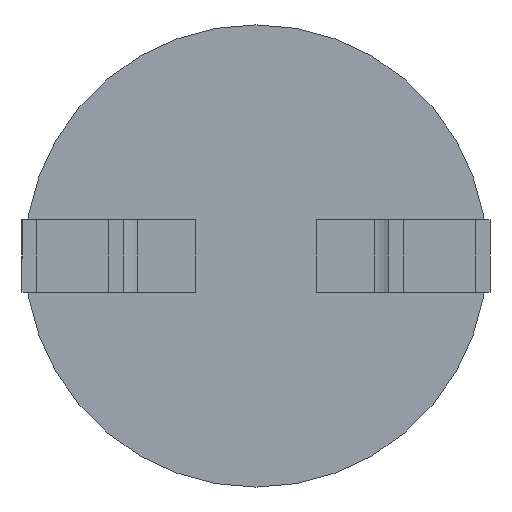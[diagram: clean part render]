
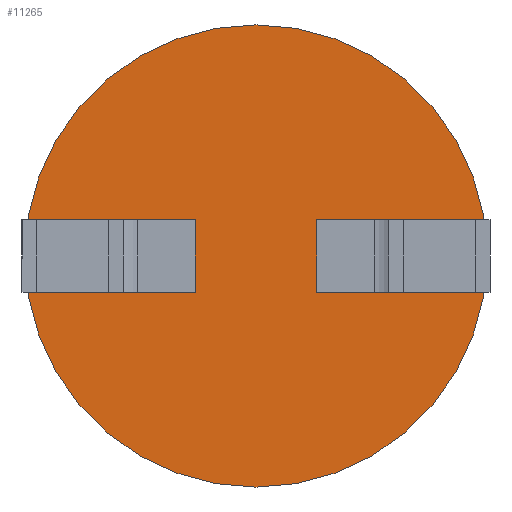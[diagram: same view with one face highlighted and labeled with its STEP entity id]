
A CAD part, front view. The second image highlights one B-rep face of the part: STEP entity #11265.
In plain terms, the highlighted planar face has unit normal (0, -1, 0).
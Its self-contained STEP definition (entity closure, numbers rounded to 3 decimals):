
#80 = CARTESIAN_POINT ( 'NONE',  ( 0., 0., -0.25 ) ) ;
#326 = LINE ( 'NONE', #6132, #7095 ) ;
#361 = DIRECTION ( 'NONE',  ( 0., 0., 1. ) ) ;
#445 = EDGE_CURVE ( 'NONE', #2684, #6625, #7341, .T. ) ;
#607 = VECTOR ( 'NONE', #8663, 1000. ) ;
#730 = VERTEX_POINT ( 'NONE', #8501 ) ;
#1005 = CARTESIAN_POINT ( 'NONE',  ( 0., 0., 0. ) ) ;
#1224 = ORIENTED_EDGE ( 'NONE', *, *, #12443, .T. ) ;
#1321 = VERTEX_POINT ( 'NONE', #9147 ) ;
#1331 = DIRECTION ( 'NONE',  ( -1., 0., 0. ) ) ;
#1363 = CARTESIAN_POINT ( 'NONE',  ( 0., 0., 0. ) ) ;
#2090 = LINE ( 'NONE', #10379, #15444 ) ;
#2306 = DIRECTION ( 'NONE',  ( 0., 0., -1. ) ) ;
#2425 = DIRECTION ( 'NONE',  ( 0., 0., -1. ) ) ;
#2665 = DIRECTION ( 'NONE',  ( 0., 0., -1. ) ) ;
#2684 = VERTEX_POINT ( 'NONE', #12466 ) ;
#2774 = VERTEX_POINT ( 'NONE', #9009 ) ;
#3209 = CIRCLE ( 'NONE', #9534, 1.6 ) ;
#3302 = DIRECTION ( 'NONE',  ( 0., 0., 1. ) ) ;
#3385 = ORIENTED_EDGE ( 'NONE', *, *, #6209, .T. ) ;
#4034 = EDGE_CURVE ( 'NONE', #14381, #2774, #2090, .T. ) ;
#4070 = VECTOR ( 'NONE', #11238, 1000. ) ;
#4128 = VECTOR ( 'NONE', #3302, 1000. ) ;
#4275 = AXIS2_PLACEMENT_3D ( 'NONE', #7319, #16053, #8554 ) ;
#4517 = VECTOR ( 'NONE', #361, 1000. ) ;
#5025 = ORIENTED_EDGE ( 'NONE', *, *, #4034, .T. ) ;
#5427 = FACE_BOUND ( 'NONE', #5848, .T. ) ;
#5770 = EDGE_LOOP ( 'NONE', ( #1224, #8262 ) ) ;
#5825 = FACE_OUTER_BOUND ( 'NONE', #5770, .T. ) ;
#5848 = EDGE_LOOP ( 'NONE', ( #5025, #14820, #11855, #13232 ) ) ;
#6079 = CIRCLE ( 'NONE', #7113, 1.6 ) ;
#6132 = CARTESIAN_POINT ( 'NONE',  ( -0.42, 0., 0.25 ) ) ;
#6173 = VECTOR ( 'NONE', #1331, 1000. ) ;
#6209 = EDGE_CURVE ( 'NONE', #1321, #7254, #9909, .T. ) ;
#6625 = VERTEX_POINT ( 'NONE', #14417 ) ;
#6896 = EDGE_CURVE ( 'NONE', #10940, #13097, #16154, .T. ) ;
#7095 = VECTOR ( 'NONE', #2425, 1000. ) ;
#7113 = AXIS2_PLACEMENT_3D ( 'NONE', #1363, #10210, #2665 ) ;
#7254 = VERTEX_POINT ( 'NONE', #10621 ) ;
#7269 = PLANE ( 'NONE',  #4275 ) ;
#7319 = CARTESIAN_POINT ( 'NONE',  ( 0., 0., 0. ) ) ;
#7341 = LINE ( 'NONE', #8876, #607 ) ;
#7523 = EDGE_CURVE ( 'NONE', #11848, #730, #6079, .T. ) ;
#7828 = EDGE_CURVE ( 'NONE', #7254, #10940, #326, .T. ) ;
#8262 = ORIENTED_EDGE ( 'NONE', *, *, #7523, .T. ) ;
#8398 = CARTESIAN_POINT ( 'NONE',  ( 0., 0., 0.25 ) ) ;
#8501 = CARTESIAN_POINT ( 'NONE',  ( 0., 0., -1.6 ) ) ;
#8554 = DIRECTION ( 'NONE',  ( 0., 0., -1. ) ) ;
#8571 = ORIENTED_EDGE ( 'NONE', *, *, #14591, .T. ) ;
#8663 = DIRECTION ( 'NONE',  ( -1., 0., 0. ) ) ;
#8664 = ORIENTED_EDGE ( 'NONE', *, *, #6896, .T. ) ;
#8719 = EDGE_LOOP ( 'NONE', ( #8664, #8571, #3385, #15854 ) ) ;
#8727 = CARTESIAN_POINT ( 'NONE',  ( 1.27, 0., 0. ) ) ;
#8789 = DIRECTION ( 'NONE',  ( -1., 0., 0. ) ) ;
#8876 = CARTESIAN_POINT ( 'NONE',  ( 0., 0., 0.25 ) ) ;
#9009 = CARTESIAN_POINT ( 'NONE',  ( 0.42, 0., -0.25 ) ) ;
#9147 = CARTESIAN_POINT ( 'NONE',  ( -1.27, 0., 0.25 ) ) ;
#9534 = AXIS2_PLACEMENT_3D ( 'NONE', #1005, #9848, #2306 ) ;
#9792 = EDGE_CURVE ( 'NONE', #2684, #14381, #14015, .T. ) ;
#9848 = DIRECTION ( 'NONE',  ( 0., -1., 0. ) ) ;
#9909 = LINE ( 'NONE', #8398, #13235 ) ;
#10210 = DIRECTION ( 'NONE',  ( 0., -1., 0. ) ) ;
#10379 = CARTESIAN_POINT ( 'NONE',  ( 0., 0., -0.25 ) ) ;
#10621 = CARTESIAN_POINT ( 'NONE',  ( -0.42, 0., 0.25 ) ) ;
#10940 = VERTEX_POINT ( 'NONE', #11247 ) ;
#11238 = DIRECTION ( 'NONE',  ( 0., 0., -1. ) ) ;
#11247 = CARTESIAN_POINT ( 'NONE',  ( -0.42, 0., -0.25 ) ) ;
#11265 = ADVANCED_FACE ( 'NONE', ( #5825, #5427, #12092 ), #7269, .T. ) ;
#11380 = CARTESIAN_POINT ( 'NONE',  ( 0., 0., 1.6 ) ) ;
#11551 = LINE ( 'NONE', #15417, #4517 ) ;
#11848 = VERTEX_POINT ( 'NONE', #11380 ) ;
#11855 = ORIENTED_EDGE ( 'NONE', *, *, #445, .F. ) ;
#12073 = CARTESIAN_POINT ( 'NONE',  ( -1.27, 0., 0.25 ) ) ;
#12092 = FACE_BOUND ( 'NONE', #8719, .T. ) ;
#12443 = EDGE_CURVE ( 'NONE', #730, #11848, #3209, .T. ) ;
#12466 = CARTESIAN_POINT ( 'NONE',  ( 1.27, 0., 0.25 ) ) ;
#13097 = VERTEX_POINT ( 'NONE', #14162 ) ;
#13232 = ORIENTED_EDGE ( 'NONE', *, *, #9792, .T. ) ;
#13235 = VECTOR ( 'NONE', #15898, 1000. ) ;
#13325 = LINE ( 'NONE', #12073, #4128 ) ;
#13835 = CARTESIAN_POINT ( 'NONE',  ( 1.27, 0., -0.25 ) ) ;
#14015 = LINE ( 'NONE', #8727, #4070 ) ;
#14162 = CARTESIAN_POINT ( 'NONE',  ( -1.27, 0., -0.25 ) ) ;
#14381 = VERTEX_POINT ( 'NONE', #13835 ) ;
#14417 = CARTESIAN_POINT ( 'NONE',  ( 0.42, 0., 0.25 ) ) ;
#14591 = EDGE_CURVE ( 'NONE', #13097, #1321, #13325, .T. ) ;
#14820 = ORIENTED_EDGE ( 'NONE', *, *, #15137, .T. ) ;
#15137 = EDGE_CURVE ( 'NONE', #2774, #6625, #11551, .T. ) ;
#15417 = CARTESIAN_POINT ( 'NONE',  ( 0.42, 0., 0. ) ) ;
#15444 = VECTOR ( 'NONE', #8789, 1000. ) ;
#15854 = ORIENTED_EDGE ( 'NONE', *, *, #7828, .T. ) ;
#15898 = DIRECTION ( 'NONE',  ( 1., 0., 0. ) ) ;
#16053 = DIRECTION ( 'NONE',  ( 0., -1., 0. ) ) ;
#16154 = LINE ( 'NONE', #80, #6173 ) ;
